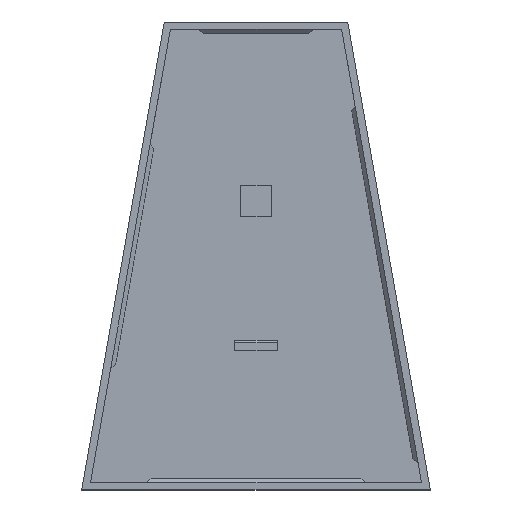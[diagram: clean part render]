
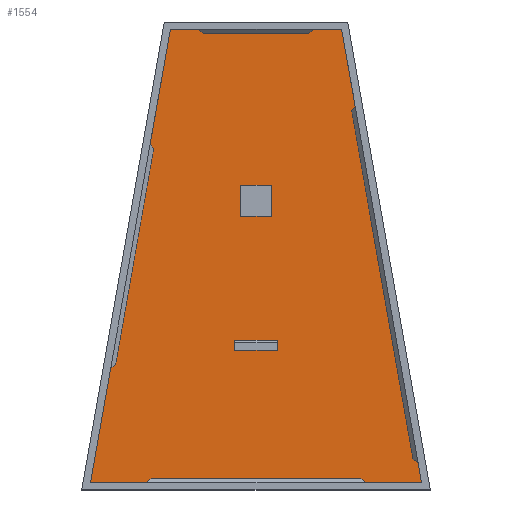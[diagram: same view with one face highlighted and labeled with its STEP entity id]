
A CAD part, top view. The second image highlights one B-rep face of the part: STEP entity #1554.
In plain terms, the highlighted planar face has unit normal (0, 0, 1).
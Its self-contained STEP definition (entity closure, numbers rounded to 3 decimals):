
#805 = VERTEX_POINT('',#806);
#806 = CARTESIAN_POINT('',(-27.054,1.2,-10.8));
#812 = EDGE_CURVE('',#813,#805,#815,.T.);
#813 = VERTEX_POINT('',#814);
#814 = CARTESIAN_POINT('',(27.054,1.2,-10.8));
#815 = LINE('',#816,#817);
#816 = CARTESIAN_POINT('',(-14.242,1.2,-10.8));
#817 = VECTOR('',#818,1.);
#818 = DIRECTION('',(-1.,0.,0.));
#888 = VERTEX_POINT('',#889);
#889 = CARTESIAN_POINT('',(-13.993,75.27,-10.8));
#895 = EDGE_CURVE('',#805,#888,#896,.T.);
#896 = LINE('',#897,#898);
#897 = CARTESIAN_POINT('',(-17.225,56.94,-10.8));
#898 = VECTOR('',#899,1.);
#899 = DIRECTION('',(0.174,0.985,0.));
#980 = VERTEX_POINT('',#981);
#981 = CARTESIAN_POINT('',(13.993,75.27,-10.8));
#987 = EDGE_CURVE('',#888,#980,#988,.T.);
#988 = LINE('',#989,#990);
#989 = CARTESIAN_POINT('',(7.5,75.27,-10.8));
#990 = VECTOR('',#991,1.);
#991 = DIRECTION('',(1.,0.,0.));
#1090 = EDGE_CURVE('',#980,#813,#1091,.T.);
#1091 = LINE('',#1092,#1093);
#1092 = CARTESIAN_POINT('',(23.967,18.704,-10.8));
#1093 = VECTOR('',#1094,1.);
#1094 = DIRECTION('',(0.174,-0.985,0.));
#1554 = ADVANCED_FACE('',(#1555,#1561,#1595),#1629,.T.);
#1555 = FACE_BOUND('',#1556,.T.);
#1556 = EDGE_LOOP('',(#1557,#1558,#1559,#1560));
#1557 = ORIENTED_EDGE('',*,*,#812,.F.);
#1558 = ORIENTED_EDGE('',*,*,#1090,.F.);
#1559 = ORIENTED_EDGE('',*,*,#987,.F.);
#1560 = ORIENTED_EDGE('',*,*,#895,.F.);
#1561 = FACE_BOUND('',#1562,.T.);
#1562 = EDGE_LOOP('',(#1563,#1573,#1581,#1589));
#1563 = ORIENTED_EDGE('',*,*,#1564,.T.);
#1564 = EDGE_CURVE('',#1565,#1567,#1569,.T.);
#1565 = VERTEX_POINT('',#1566);
#1566 = CARTESIAN_POINT('',(-3.5,22.87,-10.8));
#1567 = VERTEX_POINT('',#1568);
#1568 = CARTESIAN_POINT('',(-3.5,24.07,-10.8));
#1569 = LINE('',#1570,#1571);
#1570 = CARTESIAN_POINT('',(-3.5,22.87,-10.8));
#1571 = VECTOR('',#1572,1.);
#1572 = DIRECTION('',(0.,1.,0.));
#1573 = ORIENTED_EDGE('',*,*,#1574,.T.);
#1574 = EDGE_CURVE('',#1567,#1575,#1577,.T.);
#1575 = VERTEX_POINT('',#1576);
#1576 = CARTESIAN_POINT('',(3.5,24.07,-10.8));
#1577 = LINE('',#1578,#1579);
#1578 = CARTESIAN_POINT('',(-3.5,24.07,-10.8));
#1579 = VECTOR('',#1580,1.);
#1580 = DIRECTION('',(1.,0.,0.));
#1581 = ORIENTED_EDGE('',*,*,#1582,.T.);
#1582 = EDGE_CURVE('',#1575,#1583,#1585,.T.);
#1583 = VERTEX_POINT('',#1584);
#1584 = CARTESIAN_POINT('',(3.5,22.87,-10.8));
#1585 = LINE('',#1586,#1587);
#1586 = CARTESIAN_POINT('',(3.5,24.07,-10.8));
#1587 = VECTOR('',#1588,1.);
#1588 = DIRECTION('',(0.,-1.,0.));
#1589 = ORIENTED_EDGE('',*,*,#1590,.T.);
#1590 = EDGE_CURVE('',#1583,#1565,#1591,.T.);
#1591 = LINE('',#1592,#1593);
#1592 = CARTESIAN_POINT('',(3.5,22.87,-10.8));
#1593 = VECTOR('',#1594,1.);
#1594 = DIRECTION('',(-1.,0.,0.));
#1595 = FACE_BOUND('',#1596,.T.);
#1596 = EDGE_LOOP('',(#1597,#1607,#1615,#1623));
#1597 = ORIENTED_EDGE('',*,*,#1598,.F.);
#1598 = EDGE_CURVE('',#1599,#1601,#1603,.T.);
#1599 = VERTEX_POINT('',#1600);
#1600 = CARTESIAN_POINT('',(-2.5,44.77,-10.8));
#1601 = VERTEX_POINT('',#1602);
#1602 = CARTESIAN_POINT('',(2.5,44.77,-10.8));
#1603 = LINE('',#1604,#1605);
#1604 = CARTESIAN_POINT('',(-2.5,44.77,-10.8));
#1605 = VECTOR('',#1606,1.);
#1606 = DIRECTION('',(1.,0.,0.));
#1607 = ORIENTED_EDGE('',*,*,#1608,.F.);
#1608 = EDGE_CURVE('',#1609,#1599,#1611,.T.);
#1609 = VERTEX_POINT('',#1610);
#1610 = CARTESIAN_POINT('',(-2.5,49.77,-10.8));
#1611 = LINE('',#1612,#1613);
#1612 = CARTESIAN_POINT('',(-2.5,49.77,-10.8));
#1613 = VECTOR('',#1614,1.);
#1614 = DIRECTION('',(0.,-1.,0.));
#1615 = ORIENTED_EDGE('',*,*,#1616,.F.);
#1616 = EDGE_CURVE('',#1617,#1609,#1619,.T.);
#1617 = VERTEX_POINT('',#1618);
#1618 = CARTESIAN_POINT('',(2.5,49.77,-10.8));
#1619 = LINE('',#1620,#1621);
#1620 = CARTESIAN_POINT('',(2.5,49.77,-10.8));
#1621 = VECTOR('',#1622,1.);
#1622 = DIRECTION('',(-1.,0.,0.));
#1623 = ORIENTED_EDGE('',*,*,#1624,.F.);
#1624 = EDGE_CURVE('',#1601,#1617,#1625,.T.);
#1625 = LINE('',#1626,#1627);
#1626 = CARTESIAN_POINT('',(2.5,44.77,-10.8));
#1627 = VECTOR('',#1628,1.);
#1628 = DIRECTION('',(0.,1.,0.));
#1629 = PLANE('',#1630);
#1630 = AXIS2_PLACEMENT_3D('',#1631,#1632,#1633);
#1631 = CARTESIAN_POINT('',(0.,33.979,-10.8));
#1632 = DIRECTION('',(0.,0.,1.));
#1633 = DIRECTION('',(1.,0.,0.));
